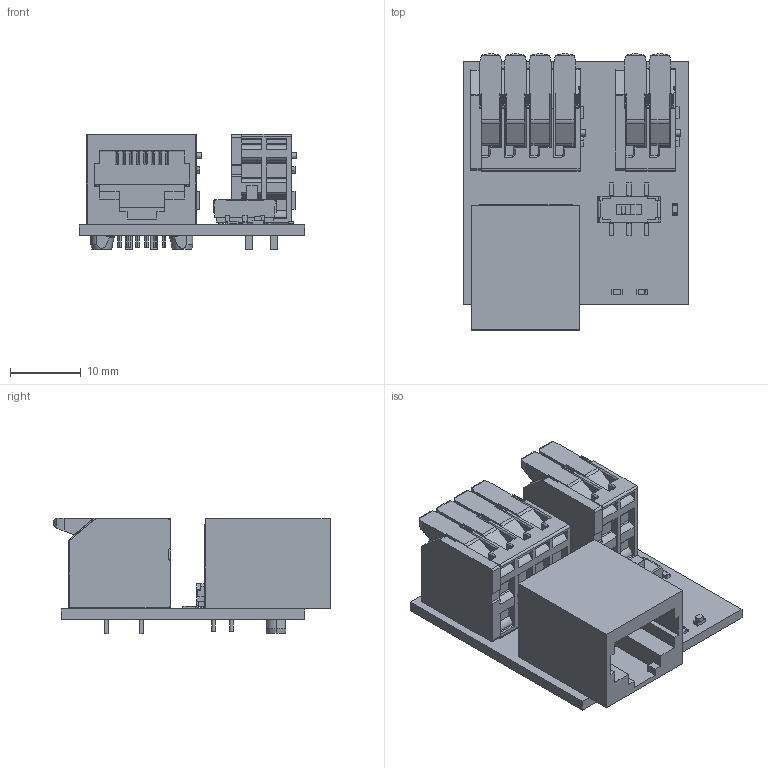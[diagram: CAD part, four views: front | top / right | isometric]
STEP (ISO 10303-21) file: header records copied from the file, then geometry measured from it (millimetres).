
FILE_DESCRIPTION(('KiCad electronic assembly'),'2;1');
FILE_NAME('Foyers.step','2026-02-14T11:42:38',('Pcbnew'),('Kicad'), 'Open CASCADE STEP processor 7.9','KiCad to STEP converter','Unknown' );
FILE_SCHEMA(('AUTOMOTIVE_DESIGN { 1 0 10303 214 1 1 1 1 }'));
Length unit declared in the file: millimetre
Products named in the file (8): Foyers 1; LED_0603_1608Metric; JS202011SCQN; 2601-1102; R_0603_1608Metric; 2601-1104; 54602-908LF; Foyers_PCB
Assembly tree (8 placements, depth 2):
  Foyers 1
    LED_0603_1608Metric
    JS202011SCQN
    2601-1102
    R_0603_1608Metric  x2
    2601-1104
    54602-908LF
    Foyers_PCB
Bounding box: 32 x 39.11 x 16.35 mm (x, y, z)
Volume: 8082.7 mm3; surface area: 8345.7 mm2
Topology: 32 solids, 32 shells, 1408 faces, 3730 edges, 2442 vertices
Faces by surface type: plane 932, cylinder 454, cone 14, torus 8
Full cylindrical faces by diameter (mm): 0.76 x8, 0.9 x2, 1.2 x12, 3.2 x2
Entity records: 51015 total; most frequent: CARTESIAN_POINT 8966, ORIENTED_EDGE 7324, DIRECTION 7204, EDGE_CURVE 3662, LINE 2694, VECTOR 2694, VERTEX_POINT 2398, AXIS2_PLACEMENT_3D 2255
